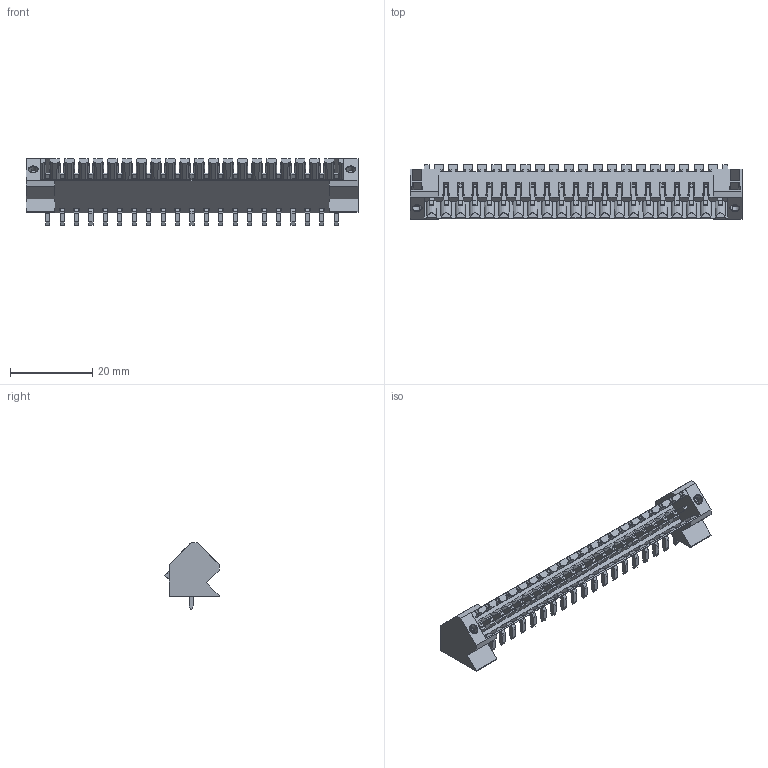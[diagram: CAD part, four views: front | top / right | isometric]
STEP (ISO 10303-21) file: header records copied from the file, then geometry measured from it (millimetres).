
FILE_DESCRIPTION(('CATIA V5 STEP Exchange','CAx-IF Rec.Pracs.--- Model Styling and Organization---1.2---2011-12-15'),'2;1');
FILE_NAME ('D1454216_0_1643520000_1643520000.stp','2018-10-10T07:07:08+00:00',('none'),('Weidmueller'),'CATIA Version 5-6 Release 2014','CATIA V5 STEP AP214','none');
FILE_SCHEMA(('AUTOMOTIVE_DESIGN { 1 0 10303 214 1 1 1 1 }'));
Length unit declared in the file: millimetre
Products named in the file (1): 1643520000
Bounding box: 80.5 x 13.15 x 16.23 mm (x, y, z)
Volume: 3432.1 mm3; surface area: 7706.3 mm2
Topology: 22 solids, 22 shells, 1673 faces, 4841 edges, 3214 vertices
Faces by surface type: plane 1401, cylinder 247, cone 25
Entity records: 51158 total; most frequent: CARTESIAN_POINT 11662, ORIENTED_EDGE 9682, DIRECTION 5852, EDGE_CURVE 4841, VECTOR 3921, LINE 3921, VERTEX_POINT 3214, EDGE_LOOP 1721
